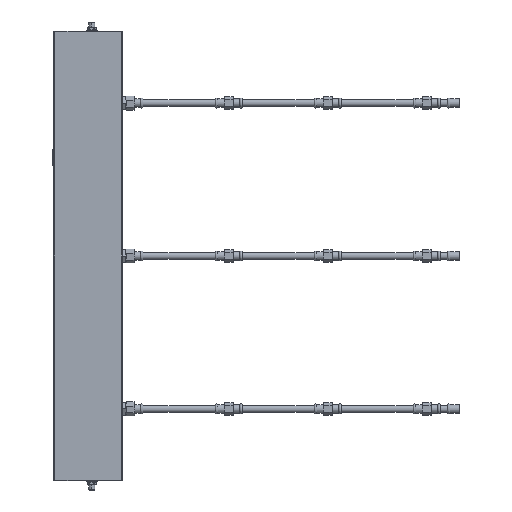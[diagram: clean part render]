
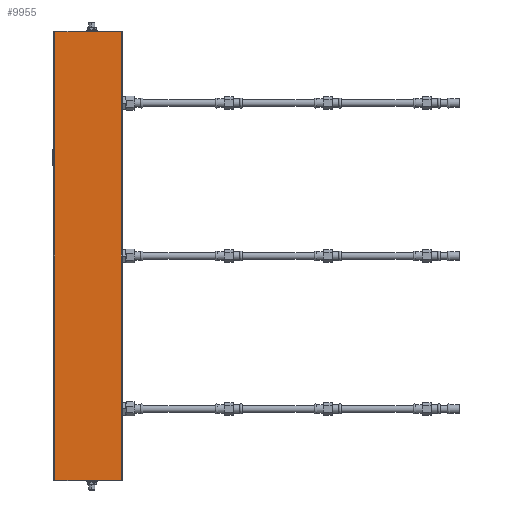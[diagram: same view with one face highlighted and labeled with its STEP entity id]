
A CAD part, left-side view. The second image highlights one B-rep face of the part: STEP entity #9955.
In plain terms, the highlighted planar face has unit normal (-1, 0, 0).
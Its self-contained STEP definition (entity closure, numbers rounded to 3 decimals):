
#1739=DIRECTION('',(0.,0.,1.));
#1740=VECTOR('',#1739,996.);
#1741=CARTESIAN_POINT('',(-71.5,2.,-498.));
#1742=LINE('',#1741,#1740);
#1743=DIRECTION('',(0.,-1.,0.));
#1744=VECTOR('',#1743,148.);
#1745=CARTESIAN_POINT('',(-71.5,150.,-498.));
#1746=LINE('',#1745,#1744);
#1747=DIRECTION('',(0.,0.,-1.));
#1748=VECTOR('',#1747,996.);
#1749=CARTESIAN_POINT('',(-71.5,150.,498.));
#1750=LINE('',#1749,#1748);
#1751=DIRECTION('',(0.,1.,0.));
#1752=VECTOR('',#1751,148.);
#1753=CARTESIAN_POINT('',(-71.5,2.,498.));
#1754=LINE('',#1753,#1752);
#7801=CARTESIAN_POINT('',(-71.5,2.,-498.));
#7802=CARTESIAN_POINT('',(-71.5,2.,498.));
#7803=VERTEX_POINT('',#7801);
#7804=VERTEX_POINT('',#7802);
#7821=CARTESIAN_POINT('',(-71.5,150.,-498.));
#7822=VERTEX_POINT('',#7821);
#7825=CARTESIAN_POINT('',(-71.5,150.,498.));
#7826=VERTEX_POINT('',#7825);
#9942=CARTESIAN_POINT('',(-71.5,0.,0.));
#9943=DIRECTION('',(1.,0.,0.));
#9944=DIRECTION('',(0.,1.,0.));
#9945=AXIS2_PLACEMENT_3D('',#9942,#9943,#9944);
#9946=PLANE('',#9945);
#9947=ORIENTED_EDGE('',*,*,#9907,.F.);
#9948=ORIENTED_EDGE('',*,*,#9932,.F.);
#9950=ORIENTED_EDGE('',*,*,#9949,.F.);
#9952=ORIENTED_EDGE('',*,*,#9951,.F.);
#9953=EDGE_LOOP('',(#9947,#9948,#9950,#9952));
#9954=FACE_OUTER_BOUND('',#9953,.F.);
#9907=EDGE_CURVE('',#7803,#7804,#1742,.T.);
#9932=EDGE_CURVE('',#7822,#7803,#1746,.T.);
#9949=EDGE_CURVE('',#7826,#7822,#1750,.T.);
#9951=EDGE_CURVE('',#7804,#7826,#1754,.T.);
#9955=ADVANCED_FACE('',(#9954),#9946,.F.);
